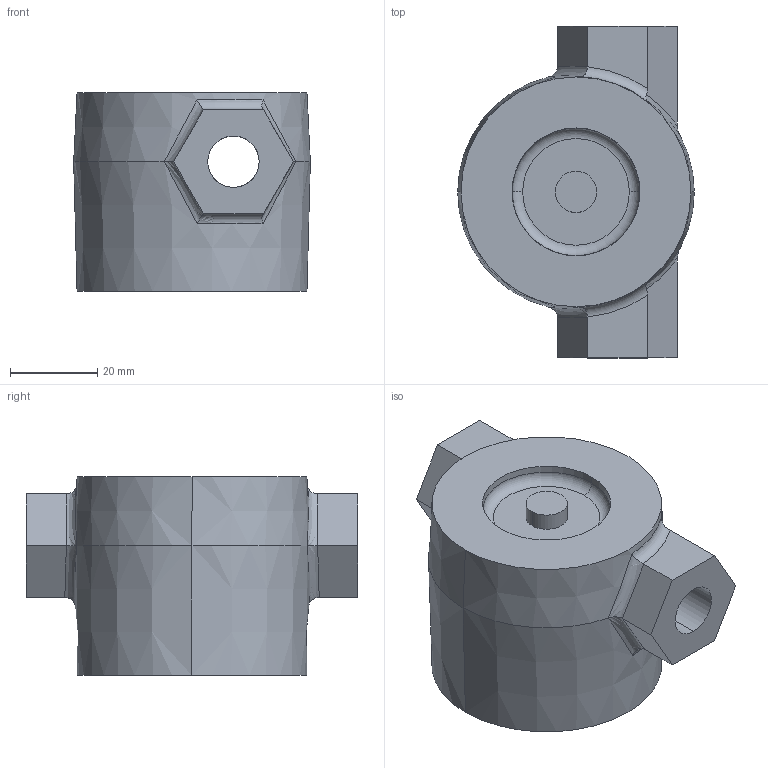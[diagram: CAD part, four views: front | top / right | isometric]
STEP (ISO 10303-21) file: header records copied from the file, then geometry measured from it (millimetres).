
FILE_DESCRIPTION (( 'STEP AP203' ), '1' );
FILE_NAME ('SFI_100_0.25.STEP', '2013-12-19T21:55:22', ( 'Lmanis' ), ( 'Microsoft' ), 'SwSTEP 2.0', 'SolidWorks 2012', '' );
FILE_SCHEMA (( 'CONFIG_CONTROL_DESIGN' ));
Length unit declared in the file: inch
Products named in the file (1): SFI_100_0.25
Bounding box: 54.34 x 76.2 x 45.67 mm (x, y, z)
Volume: 61074.6 mm3; surface area: 21942.8 mm2
Topology: 1 solids, 1 shells, 100 faces, 254 edges, 160 vertices
Faces by surface type: cylinder 32, torus 28, plane 26, bspline 8, cone 6
Entity records: 3707 total; most frequent: CARTESIAN_POINT 1309, ORIENTED_EDGE 508, DIRECTION 468, EDGE_CURVE 254, AXIS2_PLACEMENT_3D 197, VERTEX_POINT 160, EDGE_LOOP 108, CIRCLE 104
